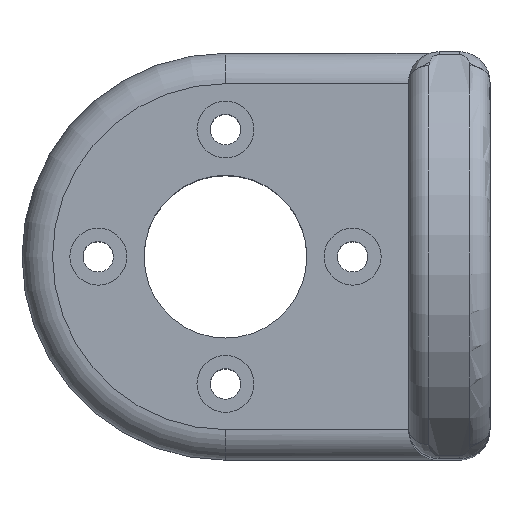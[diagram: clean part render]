
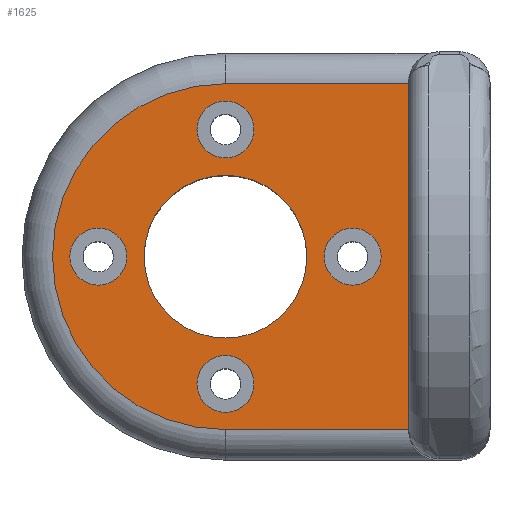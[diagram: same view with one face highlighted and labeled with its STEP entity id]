
A CAD part, top view. The second image highlights one B-rep face of the part: STEP entity #1625.
In plain terms, the highlighted planar face has unit normal (0, 0, 1).
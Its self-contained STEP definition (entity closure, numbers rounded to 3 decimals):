
#28=FACE_BOUND('',#263,.T.);
#29=FACE_BOUND('',#264,.T.);
#30=FACE_BOUND('',#265,.T.);
#31=FACE_BOUND('',#266,.T.);
#32=FACE_BOUND('',#267,.T.);
#61=PLANE('',#1763);
#155=FACE_OUTER_BOUND('',#262,.T.);
#262=EDGE_LOOP('',(#1202,#1203,#1204,#1205));
#263=EDGE_LOOP('',(#1206));
#264=EDGE_LOOP('',(#1207));
#265=EDGE_LOOP('',(#1208));
#266=EDGE_LOOP('',(#1209));
#267=EDGE_LOOP('',(#1210));
#376=LINE('',#2677,#504);
#389=LINE('',#2735,#517);
#391=LINE('',#2745,#519);
#504=VECTOR('',#1947,10.);
#517=VECTOR('',#1998,10.);
#519=VECTOR('',#2012,10.);
#653=CIRCLE('',#1761,17.);
#654=CIRCLE('',#1764,2.8);
#655=CIRCLE('',#1765,2.8);
#656=CIRCLE('',#1766,2.8);
#657=CIRCLE('',#1767,2.8);
#658=CIRCLE('',#1768,8.);
#737=VERTEX_POINT('',#2669);
#739=VERTEX_POINT('',#2675);
#760=VERTEX_POINT('',#2734);
#762=VERTEX_POINT('',#2740);
#763=VERTEX_POINT('',#2747);
#764=VERTEX_POINT('',#2749);
#765=VERTEX_POINT('',#2751);
#766=VERTEX_POINT('',#2753);
#767=VERTEX_POINT('',#2755);
#899=EDGE_CURVE('',#739,#737,#376,.T.);
#925=EDGE_CURVE('',#737,#760,#389,.T.);
#930=EDGE_CURVE('',#760,#762,#653,.T.);
#931=EDGE_CURVE('',#762,#739,#391,.T.);
#932=EDGE_CURVE('',#763,#763,#654,.T.);
#933=EDGE_CURVE('',#764,#764,#655,.T.);
#934=EDGE_CURVE('',#765,#765,#656,.T.);
#935=EDGE_CURVE('',#766,#766,#657,.T.);
#936=EDGE_CURVE('',#767,#767,#658,.T.);
#1202=ORIENTED_EDGE('',*,*,#931,.F.);
#1203=ORIENTED_EDGE('',*,*,#930,.F.);
#1204=ORIENTED_EDGE('',*,*,#925,.F.);
#1205=ORIENTED_EDGE('',*,*,#899,.F.);
#1206=ORIENTED_EDGE('',*,*,#932,.F.);
#1207=ORIENTED_EDGE('',*,*,#933,.F.);
#1208=ORIENTED_EDGE('',*,*,#934,.F.);
#1209=ORIENTED_EDGE('',*,*,#935,.F.);
#1210=ORIENTED_EDGE('',*,*,#936,.T.);
#1625=ADVANCED_FACE('',(#155,#28,#29,#30,#31,#32),#61,.T.);
#1761=AXIS2_PLACEMENT_3D('',#2743,#2008,#2009);
#1763=AXIS2_PLACEMENT_3D('',#2746,#2013,#2014);
#1764=AXIS2_PLACEMENT_3D('',#2748,#2015,#2016);
#1765=AXIS2_PLACEMENT_3D('',#2750,#2017,#2018);
#1766=AXIS2_PLACEMENT_3D('',#2752,#2019,#2020);
#1767=AXIS2_PLACEMENT_3D('',#2754,#2021,#2022);
#1768=AXIS2_PLACEMENT_3D('',#2756,#2023,#2024);
#1947=DIRECTION('',(0.,-1.,0.));
#1998=DIRECTION('',(-1.,0.,0.));
#2008=DIRECTION('center_axis',(0.,0.,-1.));
#2009=DIRECTION('ref_axis',(-1.,0.,0.));
#2012=DIRECTION('',(1.,0.,0.));
#2013=DIRECTION('center_axis',(0.,0.,1.));
#2014=DIRECTION('ref_axis',(1.,0.,0.));
#2015=DIRECTION('center_axis',(0.,0.,1.));
#2016=DIRECTION('ref_axis',(-1.,0.,0.));
#2017=DIRECTION('center_axis',(0.,0.,1.));
#2018=DIRECTION('ref_axis',(-1.,0.,0.));
#2019=DIRECTION('center_axis',(0.,0.,1.));
#2020=DIRECTION('ref_axis',(-1.,0.,0.));
#2021=DIRECTION('center_axis',(0.,0.,1.));
#2022=DIRECTION('ref_axis',(-1.,0.,0.));
#2023=DIRECTION('center_axis',(0.,0.,-1.));
#2024=DIRECTION('ref_axis',(1.,0.,0.));
#2669=CARTESIAN_POINT('',(38.,3.,8.));
#2675=CARTESIAN_POINT('',(38.,37.,8.));
#2677=CARTESIAN_POINT('',(38.,30.,8.));
#2734=CARTESIAN_POINT('',(20.,3.,8.));
#2735=CARTESIAN_POINT('',(10.,3.,8.));
#2740=CARTESIAN_POINT('',(20.,37.,8.));
#2743=CARTESIAN_POINT('Origin',(20.,20.,8.));
#2745=CARTESIAN_POINT('',(30.,37.,8.));
#2746=CARTESIAN_POINT('Origin',(20.,20.,8.));
#2747=CARTESIAN_POINT('',(22.8,7.5,8.));
#2748=CARTESIAN_POINT('Origin',(20.,7.5,8.));
#2749=CARTESIAN_POINT('',(22.8,32.5,8.));
#2750=CARTESIAN_POINT('Origin',(20.,32.5,8.));
#2751=CARTESIAN_POINT('',(10.3,20.,8.));
#2752=CARTESIAN_POINT('Origin',(7.5,20.,8.));
#2753=CARTESIAN_POINT('',(35.3,20.,8.));
#2754=CARTESIAN_POINT('Origin',(32.5,20.,8.));
#2755=CARTESIAN_POINT('',(12.,20.,8.));
#2756=CARTESIAN_POINT('Origin',(20.,20.,8.));
